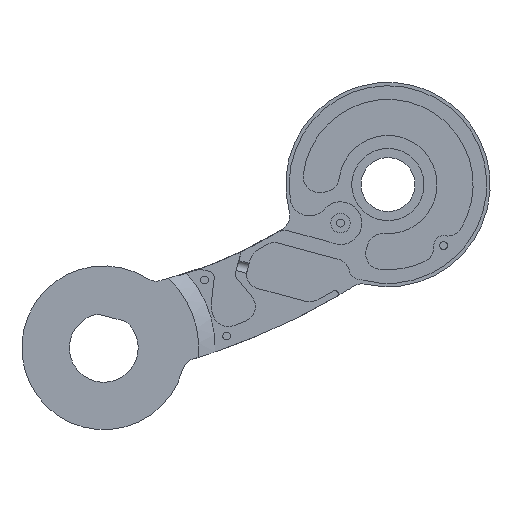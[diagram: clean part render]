
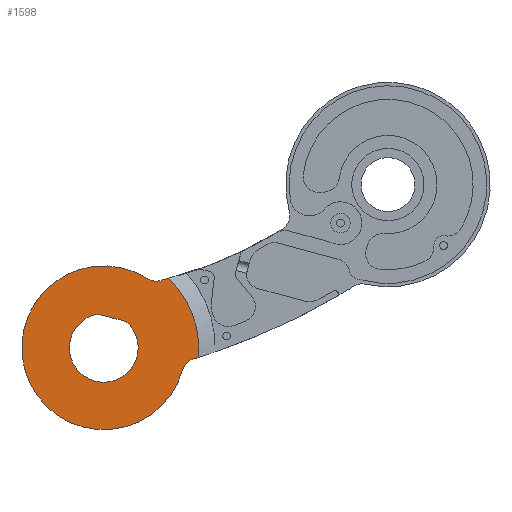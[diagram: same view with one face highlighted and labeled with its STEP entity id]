
A CAD part, front view. The second image highlights one B-rep face of the part: STEP entity #1598.
In plain terms, the highlighted planar face has unit normal (0, -1, 0).
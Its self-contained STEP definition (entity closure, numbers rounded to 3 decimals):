
#27=FACE_BOUND('',#216,.T.);
#46=PLANE('',#1812);
#113=FACE_OUTER_BOUND('',#215,.T.);
#215=EDGE_LOOP('',(#1308,#1309,#1310,#1311,#1312,#1313));
#216=EDGE_LOOP('',(#1314,#1315,#1316,#1317));
#305=LINE('',#2643,#419);
#419=VECTOR('',#2067,10.);
#497=CIRCLE('',#1664,128.537);
#508=CIRCLE('',#1677,203.447);
#556=CIRCLE('',#1733,4.826);
#557=CIRCLE('',#1736,4.826);
#559=CIRCLE('',#1739,10.5);
#561=CIRCLE('',#1742,29.);
#565=CIRCLE('',#1748,4.826);
#566=CIRCLE('',#1750,25.);
#569=CIRCLE('',#1754,4.826);
#621=VERTEX_POINT('',#2433);
#622=VERTEX_POINT('',#2435);
#643=VERTEX_POINT('',#2485);
#644=VERTEX_POINT('',#2490);
#705=VERTEX_POINT('',#2633);
#706=VERTEX_POINT('',#2635);
#708=VERTEX_POINT('',#2641);
#709=VERTEX_POINT('',#2645);
#712=VERTEX_POINT('',#2661);
#713=VERTEX_POINT('',#2665);
#782=EDGE_CURVE('',#622,#621,#497,.T.);
#805=EDGE_CURVE('',#643,#644,#508,.T.);
#877=EDGE_CURVE('',#705,#706,#556,.T.);
#881=EDGE_CURVE('',#708,#705,#305,.T.);
#882=EDGE_CURVE('',#709,#708,#557,.T.);
#885=EDGE_CURVE('',#706,#709,#559,.T.);
#887=EDGE_CURVE('',#622,#643,#561,.T.);
#891=EDGE_CURVE('',#644,#712,#565,.T.);
#893=EDGE_CURVE('',#713,#712,#566,.F.);
#897=EDGE_CURVE('',#713,#621,#569,.T.);
#1308=ORIENTED_EDGE('',*,*,#887,.F.);
#1309=ORIENTED_EDGE('',*,*,#782,.T.);
#1310=ORIENTED_EDGE('',*,*,#897,.F.);
#1311=ORIENTED_EDGE('',*,*,#893,.T.);
#1312=ORIENTED_EDGE('',*,*,#891,.F.);
#1313=ORIENTED_EDGE('',*,*,#805,.F.);
#1314=ORIENTED_EDGE('',*,*,#877,.F.);
#1315=ORIENTED_EDGE('',*,*,#881,.F.);
#1316=ORIENTED_EDGE('',*,*,#882,.F.);
#1317=ORIENTED_EDGE('',*,*,#885,.F.);
#1598=ADVANCED_FACE('',(#113,#27),#46,.T.);
#1664=AXIS2_PLACEMENT_3D('',#2436,#1889,#1890);
#1677=AXIS2_PLACEMENT_3D('',#2491,#1925,#1926);
#1733=AXIS2_PLACEMENT_3D('',#2636,#2060,#2061);
#1736=AXIS2_PLACEMENT_3D('',#2646,#2070,#2071);
#1739=AXIS2_PLACEMENT_3D('',#2651,#2077,#2078);
#1742=AXIS2_PLACEMENT_3D('',#2654,#2083,#2084);
#1748=AXIS2_PLACEMENT_3D('',#2662,#2095,#2096);
#1750=AXIS2_PLACEMENT_3D('',#2666,#2100,#2101);
#1754=AXIS2_PLACEMENT_3D('',#2672,#2109,#2110);
#1812=AXIS2_PLACEMENT_3D('',#2805,#2258,#2259);
#1889=DIRECTION('center_axis',(0.,1.,0.));
#1890=DIRECTION('ref_axis',(0.244,0.,-0.97));
#1925=DIRECTION('center_axis',(0.,1.,0.));
#1926=DIRECTION('ref_axis',(0.276,0.,-0.961));
#2060=DIRECTION('center_axis',(0.,-1.,0.));
#2061=DIRECTION('ref_axis',(-0.038,0.,0.999));
#2067=DIRECTION('',(-0.965,0.,0.261));
#2070=DIRECTION('center_axis',(0.,-1.,0.));
#2071=DIRECTION('ref_axis',(0.535,0.,0.845));
#2077=DIRECTION('center_axis',(0.,-1.,0.));
#2078=DIRECTION('ref_axis',(-0.966,0.,0.26));
#2083=DIRECTION('center_axis',(0.,1.,0.));
#2084=DIRECTION('ref_axis',(0.999,0.,-0.037));
#2095=DIRECTION('center_axis',(0.,-1.,0.));
#2096=DIRECTION('ref_axis',(-0.714,0.,0.7));
#2100=DIRECTION('center_axis',(0.,1.,0.));
#2101=DIRECTION('ref_axis',(-0.965,0.,0.261));
#2109=DIRECTION('center_axis',(0.,-1.,0.));
#2110=DIRECTION('ref_axis',(-0.162,0.,-0.987));
#2258=DIRECTION('center_axis',(0.,-1.,0.));
#2259=DIRECTION('ref_axis',(-0.966,0.,0.26));
#2433=CARTESIAN_POINT('',(364.322,119.086,217.769));
#2435=CARTESIAN_POINT('',(366.999,119.086,218.454));
#2436=CARTESIAN_POINT('Origin',(333.771,119.086,342.622));
#2485=CARTESIAN_POINT('',(376.035,119.086,194.338));
#2490=CARTESIAN_POINT('',(374.515,119.086,193.872));
#2491=CARTESIAN_POINT('Origin',(315.686,119.086,388.629));
#2633=CARTESIAN_POINT('',(346.576,119.086,207.283));
#2635=CARTESIAN_POINT('',(343.713,119.086,207.174));
#2636=CARTESIAN_POINT('Origin',(345.319,119.086,202.623));
#2641=CARTESIAN_POINT('',(352.788,119.086,205.607));
#2643=CARTESIAN_POINT('',(347.513,119.086,207.03));
#2645=CARTESIAN_POINT('',(355.208,119.086,204.073));
#2646=CARTESIAN_POINT('Origin',(351.531,119.086,200.947));
#2651=CARTESIAN_POINT('Origin',(347.207,119.086,197.273));
#2654=CARTESIAN_POINT('Origin',(347.185,119.086,197.279));
#2661=CARTESIAN_POINT('',(371.262,119.086,190.551));
#2662=CARTESIAN_POINT('Origin',(375.91,119.086,189.252));
#2665=CARTESIAN_POINT('',(360.588,119.086,218.382));
#2666=CARTESIAN_POINT('Origin',(347.185,119.086,197.279));
#2672=CARTESIAN_POINT('Origin',(363.175,119.086,222.456));
#2805=CARTESIAN_POINT('Origin',(414.452,119.086,232.886));
